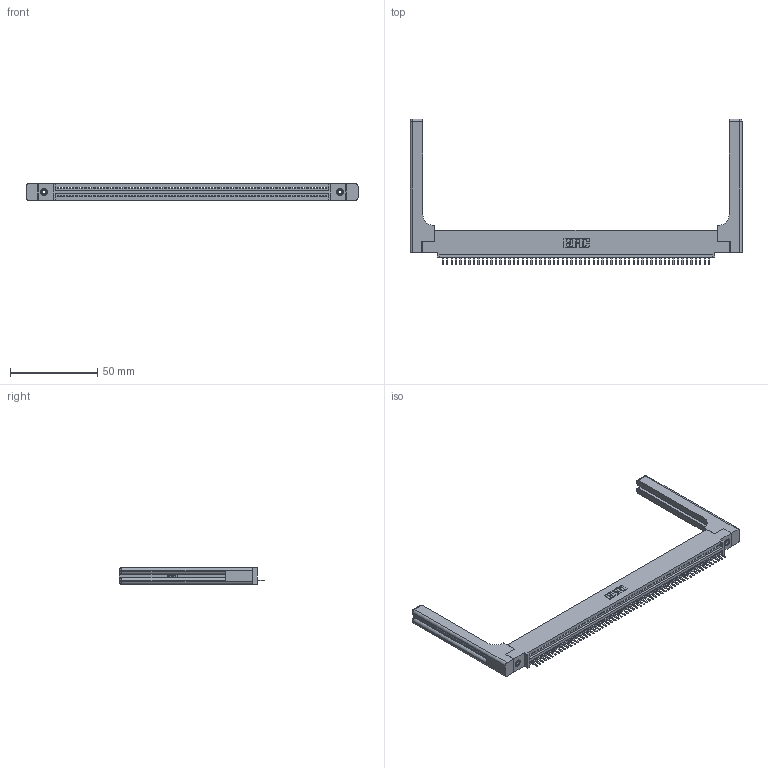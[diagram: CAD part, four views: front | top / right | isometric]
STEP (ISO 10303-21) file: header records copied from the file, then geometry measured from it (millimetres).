
FILE_DESCRIPTION (( 'STEP AP203' ), '1' );
FILE_NAME ('345-061-520-458.STEP', '2019-10-11T00:57:32', ( '' ), ( '' ), 'SwSTEP 2.0', 'SolidWorks 2016', '' );
FILE_SCHEMA (( 'CONFIG_CONTROL_DESIGN' ));
Length unit declared in the file: inch
Products named in the file (5): 345-292-001_345-293-120; 345-061-520-458; 345 Part_0.110 Offset - 0.156 Dia-TH; 345-220-058_345-220-058; 345-250-001_345-250-001-102
Assembly tree (66 placements, depth 2):
  345-061-520-458
    345 Part_0.110 Offset - 0.156 Dia-TH
    345-292-001_345-293-120  x61
    345-250-001_345-250-001-102  x2
    345-220-058_345-220-058  x2
Bounding box: 189.97 x 83.44 x 9.4 mm (x, y, z)
Volume: 26455 mm3; surface area: 28925.6 mm2
Topology: 66 solids, 66 shells, 4168 faces, 12243 edges, 7978 vertices
Faces by surface type: plane 2794, cylinder 1314, bspline 36, cone 12, sphere 8, torus 4
Entity records: 48780 total; most frequent: CARTESIAN_POINT 9432, ORIENTED_EDGE 8212, DIRECTION 7144, EDGE_CURVE 4106, VECTOR 3634, LINE 3634, VERTEX_POINT 2726, AXIS2_PLACEMENT_3D 1755
